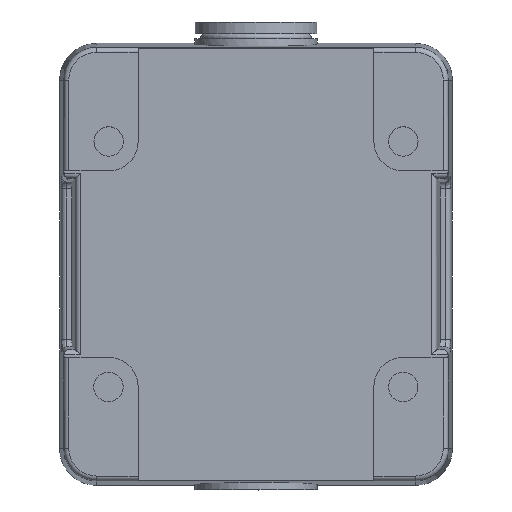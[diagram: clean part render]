
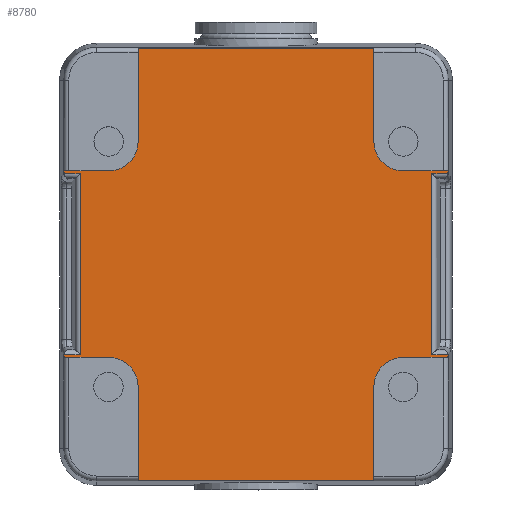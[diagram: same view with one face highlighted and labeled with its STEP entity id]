
A CAD part, top view. The second image highlights one B-rep face of the part: STEP entity #8780.
In plain terms, the highlighted planar face has unit normal (0, 0, 1).
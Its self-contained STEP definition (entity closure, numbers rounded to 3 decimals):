
#8224=CARTESIAN_POINT('',(71.996,-54.608,25.));
#8225=VERTEX_POINT('',#8224);
#8260=CARTESIAN_POINT('',(71.996,-54.057,25.));
#8261=VERTEX_POINT('',#8260);
#8269=CARTESIAN_POINT('',(71.996,-54.057,25.));
#8270=DIRECTION('',(0.0,-1.0,0.0));
#8271=VECTOR('',#8270,0.551);
#8272=LINE('',#8269,#8271);
#8273=EDGE_CURVE('',#8261,#8225,#8272,.T.);
#8333=CARTESIAN_POINT('',(68.787,-54.057,25.));
#8334=VERTEX_POINT('',#8333);
#8342=CARTESIAN_POINT('',(68.787,-54.057,25.));
#8343=DIRECTION('',(1.0,0.0,0.0));
#8344=VECTOR('',#8343,3.209);
#8345=LINE('',#8342,#8344);
#8346=EDGE_CURVE('',#8334,#8261,#8345,.T.);
#8403=CARTESIAN_POINT('',(56.986,-79.618,25.));
#8404=VERTEX_POINT('',#8403);
#8412=CARTESIAN_POINT('',(8.986,-79.618,25.));
#8413=VERTEX_POINT('',#8412);
#8414=CARTESIAN_POINT('',(56.986,-79.618,25.));
#8415=DIRECTION('',(-1.0,0.0,0.0));
#8416=VECTOR('',#8415,48.);
#8417=LINE('',#8414,#8416);
#8418=EDGE_CURVE('',#8404,#8413,#8417,.T.);
#8512=CARTESIAN_POINT('',(71.996,-16.608,25.));
#8513=VERTEX_POINT('',#8512);
#8521=CARTESIAN_POINT('',(71.996,-17.159,25.));
#8522=VERTEX_POINT('',#8521);
#8523=CARTESIAN_POINT('',(71.996,-16.608,25.));
#8524=DIRECTION('',(0.0,-1.0,0.0));
#8525=VECTOR('',#8524,0.551);
#8526=LINE('',#8523,#8525);
#8527=EDGE_CURVE('',#8513,#8522,#8526,.T.);
#8591=CARTESIAN_POINT('',(68.787,-17.159,25.));
#8592=VERTEX_POINT('',#8591);
#8593=CARTESIAN_POINT('',(71.996,-17.159,25.));
#8594=DIRECTION('',(-1.0,0.0,0.0));
#8595=VECTOR('',#8594,3.209);
#8596=LINE('',#8593,#8595);
#8597=EDGE_CURVE('',#8522,#8592,#8596,.T.);
#8618=CARTESIAN_POINT('',(29.814,-37.206,25.));
#8619=DIRECTION('',(0.0,0.0,1.0));
#8620=DIRECTION('',(1.0,0.0,0.0));
#8621=AXIS2_PLACEMENT_3D('',#8618,#8619,#8620);
#8622=PLANE('',#8621);
#8623=ORIENTED_EDGE('',*,*,#8273,.F.);
#8624=ORIENTED_EDGE('',*,*,#8346,.F.);
#8625=CARTESIAN_POINT('',(68.787,-17.159,25.));
#8626=DIRECTION('',(0.0,-1.0,0.0));
#8627=VECTOR('',#8626,36.898);
#8628=LINE('',#8625,#8627);
#8629=EDGE_CURVE('',#8592,#8334,#8628,.T.);
#8630=ORIENTED_EDGE('',*,*,#8629,.F.);
#8631=ORIENTED_EDGE('',*,*,#8597,.F.);
#8632=ORIENTED_EDGE('',*,*,#8527,.F.);
#8633=CARTESIAN_POINT('',(62.986,-16.608,25.));
#8634=VERTEX_POINT('',#8633);
#8635=CARTESIAN_POINT('',(71.996,-16.608,25.));
#8636=DIRECTION('',(-1.0,0.0,0.0));
#8637=VECTOR('',#8636,9.01);
#8638=LINE('',#8635,#8637);
#8639=EDGE_CURVE('',#8513,#8634,#8638,.T.);
#8640=ORIENTED_EDGE('',*,*,#8639,.T.);
#8641=CARTESIAN_POINT('',(56.986,-10.608,25.));
#8642=VERTEX_POINT('',#8641);
#8643=CARTESIAN_POINT('',(62.986,-10.608,25.));
#8644=DIRECTION('',(0.0,0.0,-1.0));
#8645=DIRECTION('',(1.0,0.0,0.0));
#8646=AXIS2_PLACEMENT_3D('',#8643,#8644,#8645);
#8647=CIRCLE('',#8646,6.);
#8648=EDGE_CURVE('',#8634,#8642,#8647,.T.);
#8649=ORIENTED_EDGE('',*,*,#8648,.T.);
#8650=CARTESIAN_POINT('',(56.986,8.402,25.));
#8651=VERTEX_POINT('',#8650);
#8652=CARTESIAN_POINT('',(56.986,-10.608,25.));
#8653=DIRECTION('',(0.0,1.0,0.0));
#8654=VECTOR('',#8653,19.01);
#8655=LINE('',#8652,#8654);
#8656=EDGE_CURVE('',#8642,#8651,#8655,.T.);
#8657=ORIENTED_EDGE('',*,*,#8656,.T.);
#8658=CARTESIAN_POINT('',(8.986,8.402,25.));
#8659=VERTEX_POINT('',#8658);
#8660=CARTESIAN_POINT('',(8.986,8.402,25.));
#8661=DIRECTION('',(1.0,0.0,0.0));
#8662=VECTOR('',#8661,48.);
#8663=LINE('',#8660,#8662);
#8664=EDGE_CURVE('',#8659,#8651,#8663,.T.);
#8665=ORIENTED_EDGE('',*,*,#8664,.F.);
#8666=CARTESIAN_POINT('',(8.986,-10.608,25.));
#8667=VERTEX_POINT('',#8666);
#8668=CARTESIAN_POINT('',(8.986,8.402,25.));
#8669=DIRECTION('',(0.0,-1.0,0.0));
#8670=VECTOR('',#8669,19.01);
#8671=LINE('',#8668,#8670);
#8672=EDGE_CURVE('',#8659,#8667,#8671,.T.);
#8673=ORIENTED_EDGE('',*,*,#8672,.T.);
#8674=CARTESIAN_POINT('',(2.986,-16.608,25.));
#8675=VERTEX_POINT('',#8674);
#8676=CARTESIAN_POINT('',(2.986,-10.608,25.));
#8677=DIRECTION('',(0.0,0.0,-1.0));
#8678=DIRECTION('',(0.0,1.0,0.0));
#8679=AXIS2_PLACEMENT_3D('',#8676,#8677,#8678);
#8680=CIRCLE('',#8679,6.);
#8681=EDGE_CURVE('',#8667,#8675,#8680,.T.);
#8682=ORIENTED_EDGE('',*,*,#8681,.T.);
#8683=CARTESIAN_POINT('',(-6.024,-16.608,25.));
#8684=VERTEX_POINT('',#8683);
#8685=CARTESIAN_POINT('',(2.986,-16.608,25.));
#8686=DIRECTION('',(-1.0,0.0,0.0));
#8687=VECTOR('',#8686,9.01);
#8688=LINE('',#8685,#8687);
#8689=EDGE_CURVE('',#8675,#8684,#8688,.T.);
#8690=ORIENTED_EDGE('',*,*,#8689,.T.);
#8691=CARTESIAN_POINT('',(-6.024,-17.159,25.));
#8692=VERTEX_POINT('',#8691);
#8693=CARTESIAN_POINT('',(-6.024,-17.159,25.));
#8694=DIRECTION('',(0.0,1.0,0.0));
#8695=VECTOR('',#8694,0.551);
#8696=LINE('',#8693,#8695);
#8697=EDGE_CURVE('',#8692,#8684,#8696,.T.);
#8698=ORIENTED_EDGE('',*,*,#8697,.F.);
#8699=CARTESIAN_POINT('',(-2.815,-17.159,25.));
#8700=VERTEX_POINT('',#8699);
#8701=CARTESIAN_POINT('',(-2.815,-17.159,25.));
#8702=DIRECTION('',(-1.0,0.0,0.0));
#8703=VECTOR('',#8702,3.209);
#8704=LINE('',#8701,#8703);
#8705=EDGE_CURVE('',#8700,#8692,#8704,.T.);
#8706=ORIENTED_EDGE('',*,*,#8705,.F.);
#8707=CARTESIAN_POINT('',(-2.815,-54.057,25.));
#8708=VERTEX_POINT('',#8707);
#8709=CARTESIAN_POINT('',(-2.815,-54.057,25.));
#8710=DIRECTION('',(0.0,1.0,0.0));
#8711=VECTOR('',#8710,36.898);
#8712=LINE('',#8709,#8711);
#8713=EDGE_CURVE('',#8708,#8700,#8712,.T.);
#8714=ORIENTED_EDGE('',*,*,#8713,.F.);
#8715=CARTESIAN_POINT('',(-6.024,-54.057,25.));
#8716=VERTEX_POINT('',#8715);
#8717=CARTESIAN_POINT('',(-6.024,-54.057,25.));
#8718=DIRECTION('',(1.0,0.0,0.0));
#8719=VECTOR('',#8718,3.209);
#8720=LINE('',#8717,#8719);
#8721=EDGE_CURVE('',#8716,#8708,#8720,.T.);
#8722=ORIENTED_EDGE('',*,*,#8721,.F.);
#8723=CARTESIAN_POINT('',(-6.024,-54.608,25.));
#8724=VERTEX_POINT('',#8723);
#8725=CARTESIAN_POINT('',(-6.024,-54.608,25.));
#8726=DIRECTION('',(0.0,1.0,0.0));
#8727=VECTOR('',#8726,0.551);
#8728=LINE('',#8725,#8727);
#8729=EDGE_CURVE('',#8724,#8716,#8728,.T.);
#8730=ORIENTED_EDGE('',*,*,#8729,.F.);
#8731=CARTESIAN_POINT('',(2.986,-54.608,25.));
#8732=VERTEX_POINT('',#8731);
#8733=CARTESIAN_POINT('',(-6.024,-54.608,25.));
#8734=DIRECTION('',(1.0,0.0,0.0));
#8735=VECTOR('',#8734,9.01);
#8736=LINE('',#8733,#8735);
#8737=EDGE_CURVE('',#8724,#8732,#8736,.T.);
#8738=ORIENTED_EDGE('',*,*,#8737,.T.);
#8739=CARTESIAN_POINT('',(8.986,-60.608,25.));
#8740=VERTEX_POINT('',#8739);
#8741=CARTESIAN_POINT('',(2.986,-60.608,25.));
#8742=DIRECTION('',(0.0,0.0,-1.0));
#8743=DIRECTION('',(-1.0,0.0,0.0));
#8744=AXIS2_PLACEMENT_3D('',#8741,#8742,#8743);
#8745=CIRCLE('',#8744,6.);
#8746=EDGE_CURVE('',#8732,#8740,#8745,.T.);
#8747=ORIENTED_EDGE('',*,*,#8746,.T.);
#8748=CARTESIAN_POINT('',(8.986,-60.608,25.));
#8749=DIRECTION('',(0.0,-1.0,0.0));
#8750=VECTOR('',#8749,19.01);
#8751=LINE('',#8748,#8750);
#8752=EDGE_CURVE('',#8740,#8413,#8751,.T.);
#8753=ORIENTED_EDGE('',*,*,#8752,.T.);
#8754=ORIENTED_EDGE('',*,*,#8418,.F.);
#8755=CARTESIAN_POINT('',(56.986,-60.608,25.));
#8756=VERTEX_POINT('',#8755);
#8757=CARTESIAN_POINT('',(56.986,-79.618,25.));
#8758=DIRECTION('',(0.0,1.0,0.0));
#8759=VECTOR('',#8758,19.01);
#8760=LINE('',#8757,#8759);
#8761=EDGE_CURVE('',#8404,#8756,#8760,.T.);
#8762=ORIENTED_EDGE('',*,*,#8761,.T.);
#8763=CARTESIAN_POINT('',(62.986,-54.608,25.));
#8764=VERTEX_POINT('',#8763);
#8765=CARTESIAN_POINT('',(62.986,-60.608,25.));
#8766=DIRECTION('',(0.0,0.0,-1.0));
#8767=DIRECTION('',(0.0,-1.0,0.0));
#8768=AXIS2_PLACEMENT_3D('',#8765,#8766,#8767);
#8769=CIRCLE('',#8768,6.);
#8770=EDGE_CURVE('',#8756,#8764,#8769,.T.);
#8771=ORIENTED_EDGE('',*,*,#8770,.T.);
#8772=CARTESIAN_POINT('',(62.986,-54.608,25.));
#8773=DIRECTION('',(1.0,0.0,0.0));
#8774=VECTOR('',#8773,9.01);
#8775=LINE('',#8772,#8774);
#8776=EDGE_CURVE('',#8764,#8225,#8775,.T.);
#8777=ORIENTED_EDGE('',*,*,#8776,.T.);
#8778=EDGE_LOOP('',(#8623,#8624,#8630,#8631,#8632,#8640,#8649,#8657,#8665,#8673,#8682,#8690,#8698,#8706,#8714,#8722,#8730,#8738,#8747,#8753,#8754,#8762,#8771,#8777));
#8779=FACE_OUTER_BOUND('',#8778,.T.);
#8780=ADVANCED_FACE('',(#8779),#8622,.T.);
